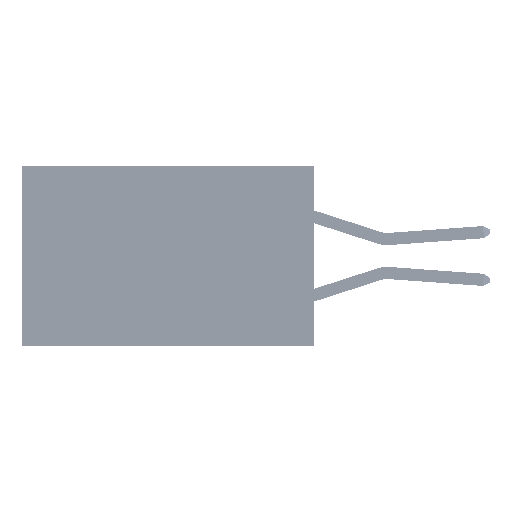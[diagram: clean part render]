
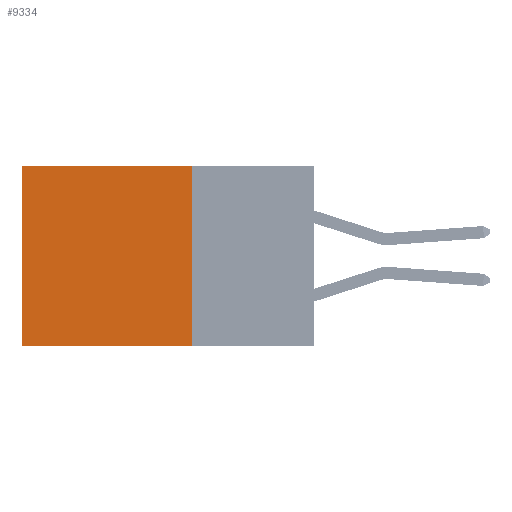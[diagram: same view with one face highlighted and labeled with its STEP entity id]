
A CAD part, left-side view. The second image highlights one B-rep face of the part: STEP entity #9334.
In plain terms, the highlighted planar face has unit normal (-1, 0, 0).
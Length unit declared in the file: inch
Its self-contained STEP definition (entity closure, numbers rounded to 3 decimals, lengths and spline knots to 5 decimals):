
#446 = VECTOR ( 'NONE', #43100, 39.37008 ) ;
#524 = ORIENTED_EDGE ( 'NONE', *, *, #39727, .T. ) ;
#1270 = CARTESIAN_POINT ( 'NONE',  ( 0.2875, 0.6, -0.37 ) ) ;
#3597 = VERTEX_POINT ( 'NONE', #46086 ) ;
#4016 = ORIENTED_EDGE ( 'NONE', *, *, #45437, .F. ) ;
#5138 = LINE ( 'NONE', #20870, #20542 ) ;
#9334 = ADVANCED_FACE ( 'NONE', ( #25383 ), #9404, .F. ) ;
#9404 = PLANE ( 'NONE',  #32217 ) ;
#10150 = ORIENTED_EDGE ( 'NONE', *, *, #31613, .F. ) ;
#13727 = EDGE_CURVE ( 'NONE', #3597, #17358, #5138, .T. ) ;
#13758 = CARTESIAN_POINT ( 'NONE',  ( 0.2875, 0.25, 0. ) ) ;
#15400 = VECTOR ( 'NONE', #31011, 39.37008 ) ;
#17276 = VERTEX_POINT ( 'NONE', #23442 ) ;
#17358 = VERTEX_POINT ( 'NONE', #1270 ) ;
#18977 = CARTESIAN_POINT ( 'NONE',  ( 0.2875, 0.25, 0. ) ) ;
#20542 = VECTOR ( 'NONE', #45324, 39.37008 ) ;
#20870 = CARTESIAN_POINT ( 'NONE',  ( 0.2875, 0.6, 0. ) ) ;
#21056 = CARTESIAN_POINT ( 'NONE',  ( 0.2875, 0.25, 0. ) ) ;
#23442 = CARTESIAN_POINT ( 'NONE',  ( 0.2875, 0.25, -0.37 ) ) ;
#25181 = ORIENTED_EDGE ( 'NONE', *, *, #13727, .T. ) ;
#25383 = FACE_OUTER_BOUND ( 'NONE', #31001, .T. ) ;
#27701 = DIRECTION ( 'NONE',  ( 0., 0., -1. ) ) ;
#30108 = LINE ( 'NONE', #18977, #40823 ) ;
#31001 = EDGE_LOOP ( 'NONE', ( #25181, #4016, #10150, #524 ) ) ;
#31011 = DIRECTION ( 'NONE',  ( 0., 1., 0. ) ) ;
#31040 = DIRECTION ( 'NONE',  ( 1., 0., 0. ) ) ;
#31167 = CARTESIAN_POINT ( 'NONE',  ( 0.2875, 0.25, -0.37 ) ) ;
#31613 = EDGE_CURVE ( 'NONE', #33360, #17276, #30108, .T. ) ;
#32217 = AXIS2_PLACEMENT_3D ( 'NONE', #41927, #31040, #27701 ) ;
#33360 = VERTEX_POINT ( 'NONE', #13758 ) ;
#34742 = LINE ( 'NONE', #31167, #15400 ) ;
#38130 = LINE ( 'NONE', #21056, #446 ) ;
#39727 = EDGE_CURVE ( 'NONE', #33360, #3597, #38130, .T. ) ;
#40823 = VECTOR ( 'NONE', #44359, 39.37008 ) ;
#41927 = CARTESIAN_POINT ( 'NONE',  ( 0.2875, 0.25, 0. ) ) ;
#43100 = DIRECTION ( 'NONE',  ( 0., 1., 0. ) ) ;
#44359 = DIRECTION ( 'NONE',  ( 0., 0., -1. ) ) ;
#45324 = DIRECTION ( 'NONE',  ( 0., 0., -1. ) ) ;
#45437 = EDGE_CURVE ( 'NONE', #17276, #17358, #34742, .T. ) ;
#46086 = CARTESIAN_POINT ( 'NONE',  ( 0.2875, 0.6, 0. ) ) ;
